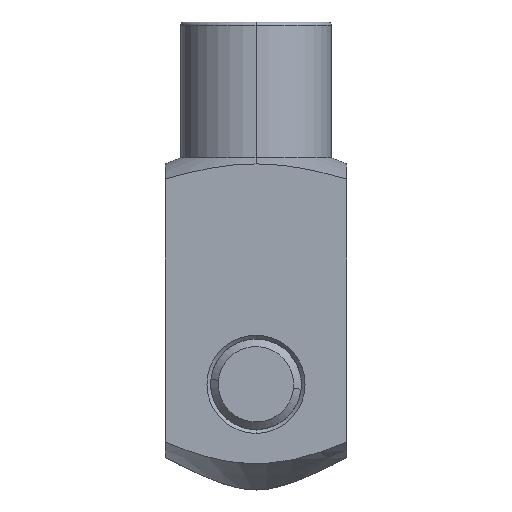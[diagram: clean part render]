
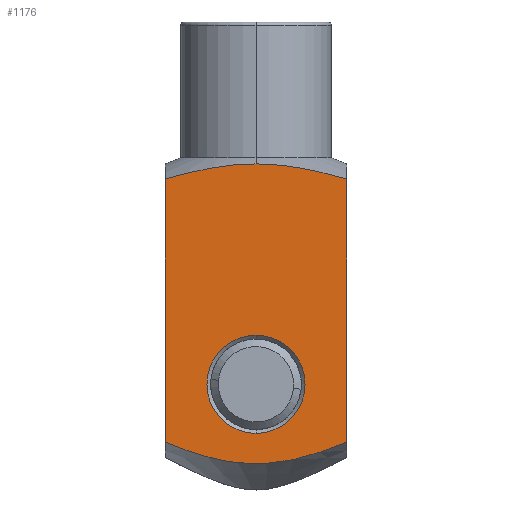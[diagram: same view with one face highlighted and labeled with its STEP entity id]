
A CAD part, left-side view. The second image highlights one B-rep face of the part: STEP entity #1176.
In plain terms, the highlighted planar face has unit normal (-1, 0, 0).
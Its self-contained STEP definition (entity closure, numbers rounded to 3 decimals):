
#62 = CARTESIAN_POINT ( 'NONE',  ( -12., 0., 43.2 ) ) ;
#135 = CARTESIAN_POINT ( 'NONE',  ( -12., 0., 43.2 ) ) ;
#164 = ORIENTED_EDGE ( 'NONE', *, *, #1632, .F. ) ;
#191 = EDGE_LOOP ( 'NONE', ( #1104, #919 ) ) ;
#199 = FACE_OUTER_BOUND ( 'NONE', #213, .T. ) ;
#206 = EDGE_CURVE ( 'NONE', #830, #1591, #1458, .T. ) ;
#213 = EDGE_LOOP ( 'NONE', ( #1199, #951, #164, #1314, #1872 ) ) ;
#215 = B_SPLINE_CURVE_WITH_KNOTS ( 'NONE', 3,
 ( #1217, #1206, #1699, #718, #886, #1404, #1712, #1057, #249, #551, #2035, #911, #1383, #1398, #563, #231, #2065, #1052, #1541, #743, #898, #1067 ),
 .UNSPECIFIED., .F., .F.,
 ( 4, 2, 2, 2, 2, 2, 2, 2, 2, 2, 4 ),
 ( 0., 0.003, 0.006, 0.009, 0.011, 0.012, 0.015, 0.019, 0.02, 0.022, 0.025 ),
 .UNSPECIFIED. ) ;
#231 = CARTESIAN_POINT ( 'NONE',  ( -12., 6.606, 4.44 ) ) ;
#249 = CARTESIAN_POINT ( 'NONE',  ( -12., -2.076, 3.561 ) ) ;
#255 = B_SPLINE_CURVE_WITH_KNOTS ( 'NONE', 3,
 ( #745, #413, #1889, #1220, #1060, #1570, #581, #1729 ),
 .UNSPECIFIED., .F., .F.,
 ( 4, 2, 2, 4 ),
 ( -0.012, -0.006, -0.003, 0. ),
 .UNSPECIFIED. ) ;
#293 = CARTESIAN_POINT ( 'NONE',  ( -12., -12., 41.212 ) ) ;
#305 = CARTESIAN_POINT ( 'NONE',  ( -12., 12., -34. ) ) ;
#376 = VERTEX_POINT ( 'NONE', #1118 ) ;
#382 = VERTEX_POINT ( 'NONE', #1920 ) ;
#413 = CARTESIAN_POINT ( 'NONE',  ( -12., 10.037, 41.767 ) ) ;
#445 = CARTESIAN_POINT ( 'NONE',  ( -12., -5.071, 42.801 ) ) ;
#454 = CARTESIAN_POINT ( 'NONE',  ( -12., 0., 14. ) ) ;
#455 = EDGE_CURVE ( 'NONE', #2027, #376, #1611, .T. ) ;
#464 = PLANE ( 'NONE',  #584 ) ;
#471 = DIRECTION ( 'NONE',  ( 0., 0., 1. ) ) ;
#485 = VERTEX_POINT ( 'NONE', #1483 ) ;
#511 = CIRCLE ( 'NONE', #1594, 6.5 ) ;
#515 = EDGE_CURVE ( 'NONE', #382, #485, #511, .T. ) ;
#517 = DIRECTION ( 'NONE',  ( 0., 0., 1. ) ) ;
#526 = B_SPLINE_CURVE_WITH_KNOTS ( 'NONE', 3,
 ( #135, #1449, #1610, #1113, #445, #1940, #1602, #610 ),
 .UNSPECIFIED., .F., .F.,
 ( 4, 2, 2, 4 ),
 ( 0., 0.003, 0.006, 0.012 ),
 .UNSPECIFIED. ) ;
#538 = FACE_BOUND ( 'NONE', #191, .T. ) ;
#551 = CARTESIAN_POINT ( 'NONE',  ( -12., -1.035, 3.483 ) ) ;
#563 = CARTESIAN_POINT ( 'NONE',  ( -12., 5.1, 4.046 ) ) ;
#581 = CARTESIAN_POINT ( 'NONE',  ( -12., 1.027, 43.2 ) ) ;
#584 = AXIS2_PLACEMENT_3D ( 'NONE', #305, #1457, #471 ) ;
#610 = CARTESIAN_POINT ( 'NONE',  ( -12., -12., 41.212 ) ) ;
#718 = CARTESIAN_POINT ( 'NONE',  ( -12., -8.123, 4.89 ) ) ;
#743 = CARTESIAN_POINT ( 'NONE',  ( -12., 10.066, 5.568 ) ) ;
#745 = CARTESIAN_POINT ( 'NONE',  ( -12., 12., 41.212 ) ) ;
#830 = VERTEX_POINT ( 'NONE', #293 ) ;
#886 = CARTESIAN_POINT ( 'NONE',  ( -12., -7.14, 4.581 ) ) ;
#898 = CARTESIAN_POINT ( 'NONE',  ( -12., 11.037, 5.941 ) ) ;
#911 = CARTESIAN_POINT ( 'NONE',  ( -12., 1.032, 3.464 ) ) ;
#919 = ORIENTED_EDGE ( 'NONE', *, *, #515, .T. ) ;
#951 = ORIENTED_EDGE ( 'NONE', *, *, #455, .F. ) ;
#964 = AXIS2_PLACEMENT_3D ( 'NONE', #454, #1094, #1101 ) ;
#977 = VERTEX_POINT ( 'NONE', #62 ) ;
#1000 = CARTESIAN_POINT ( 'NONE',  ( -12., 12., 6.334 ) ) ;
#1052 = CARTESIAN_POINT ( 'NONE',  ( -12., 8.101, 4.891 ) ) ;
#1057 = CARTESIAN_POINT ( 'NONE',  ( -12., -2.597, 3.619 ) ) ;
#1060 = CARTESIAN_POINT ( 'NONE',  ( -12., 4.068, 42.947 ) ) ;
#1067 = CARTESIAN_POINT ( 'NONE',  ( -12., 12., 6.334 ) ) ;
#1094 = DIRECTION ( 'NONE',  ( 1., 0., 0. ) ) ;
#1101 = DIRECTION ( 'NONE',  ( 0., 0., 1. ) ) ;
#1104 = ORIENTED_EDGE ( 'NONE', *, *, #2044, .T. ) ;
#1111 = DIRECTION ( 'NONE',  ( 0., 0., -1. ) ) ;
#1113 = CARTESIAN_POINT ( 'NONE',  ( -12., -4.068, 42.947 ) ) ;
#1118 = CARTESIAN_POINT ( 'NONE',  ( -12., 12., 41.212 ) ) ;
#1140 = EDGE_CURVE ( 'NONE', #977, #830, #526, .T. ) ;
#1176 = ADVANCED_FACE ( 'NONE', ( #538, #199 ), #464, .T. ) ;
#1199 = ORIENTED_EDGE ( 'NONE', *, *, #1522, .F. ) ;
#1206 = CARTESIAN_POINT ( 'NONE',  ( -12., -11.039, 5.942 ) ) ;
#1217 = CARTESIAN_POINT ( 'NONE',  ( -12., -12., 6.334 ) ) ;
#1220 = CARTESIAN_POINT ( 'NONE',  ( -12., 5.071, 42.801 ) ) ;
#1294 = CIRCLE ( 'NONE', #964, 6.5 ) ;
#1314 = ORIENTED_EDGE ( 'NONE', *, *, #206, .F. ) ;
#1339 = DIRECTION ( 'NONE',  ( 1., 0., 0. ) ) ;
#1383 = CARTESIAN_POINT ( 'NONE',  ( -12., 2.057, 3.542 ) ) ;
#1398 = CARTESIAN_POINT ( 'NONE',  ( -12., 4.09, 3.833 ) ) ;
#1404 = CARTESIAN_POINT ( 'NONE',  ( -12., -5.147, 4.057 ) ) ;
#1449 = CARTESIAN_POINT ( 'NONE',  ( -12., -1.027, 43.2 ) ) ;
#1457 = DIRECTION ( 'NONE',  ( -1., 0., 0. ) ) ;
#1458 = LINE ( 'NONE', #1605, #1838 ) ;
#1483 = CARTESIAN_POINT ( 'NONE',  ( -12., 0., 20.5 ) ) ;
#1522 = EDGE_CURVE ( 'NONE', #376, #977, #255, .T. ) ;
#1541 = CARTESIAN_POINT ( 'NONE',  ( -12., 8.594, 5.055 ) ) ;
#1570 = CARTESIAN_POINT ( 'NONE',  ( -12., 2.046, 43.147 ) ) ;
#1591 = VERTEX_POINT ( 'NONE', #2115 ) ;
#1594 = AXIS2_PLACEMENT_3D ( 'NONE', #1988, #1339, #517 ) ;
#1602 = CARTESIAN_POINT ( 'NONE',  ( -12., -10.037, 41.767 ) ) ;
#1605 = CARTESIAN_POINT ( 'NONE',  ( -12., -12., -34. ) ) ;
#1610 = CARTESIAN_POINT ( 'NONE',  ( -12., -2.046, 43.147 ) ) ;
#1611 = LINE ( 'NONE', #2001, #1859 ) ;
#1632 = EDGE_CURVE ( 'NONE', #1591, #2027, #215, .T. ) ;
#1699 = CARTESIAN_POINT ( 'NONE',  ( -12., -10.073, 5.57 ) ) ;
#1712 = CARTESIAN_POINT ( 'NONE',  ( -12., -4.138, 3.842 ) ) ;
#1729 = CARTESIAN_POINT ( 'NONE',  ( -12., 0., 43.2 ) ) ;
#1838 = VECTOR ( 'NONE', #1111, 1000. ) ;
#1859 = VECTOR ( 'NONE', #1996, 1000. ) ;
#1872 = ORIENTED_EDGE ( 'NONE', *, *, #1140, .F. ) ;
#1889 = CARTESIAN_POINT ( 'NONE',  ( -12., 8.064, 42.261 ) ) ;
#1920 = CARTESIAN_POINT ( 'NONE',  ( -12., 0., 7.5 ) ) ;
#1940 = CARTESIAN_POINT ( 'NONE',  ( -12., -8.064, 42.261 ) ) ;
#1988 = CARTESIAN_POINT ( 'NONE',  ( -12., 0., 14. ) ) ;
#1996 = DIRECTION ( 'NONE',  ( 0., 0., 1. ) ) ;
#2001 = CARTESIAN_POINT ( 'NONE',  ( -12., 12., -34. ) ) ;
#2027 = VERTEX_POINT ( 'NONE', #1000 ) ;
#2035 = CARTESIAN_POINT ( 'NONE',  ( -12., -0.517, 3.464 ) ) ;
#2044 = EDGE_CURVE ( 'NONE', #485, #382, #1294, .T. ) ;
#2065 = CARTESIAN_POINT ( 'NONE',  ( -12., 7.107, 4.584 ) ) ;
#2115 = CARTESIAN_POINT ( 'NONE',  ( -12., -12., 6.334 ) ) ;
